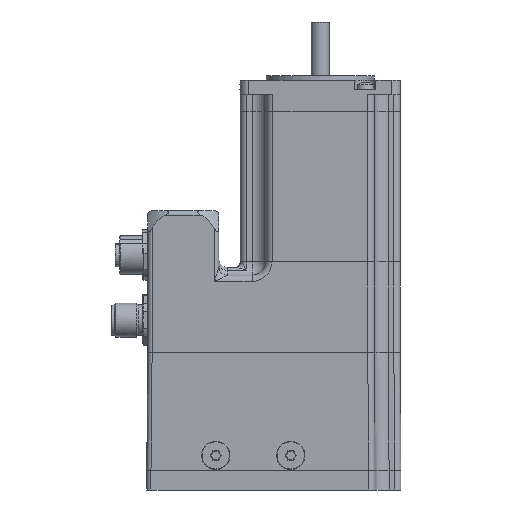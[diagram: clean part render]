
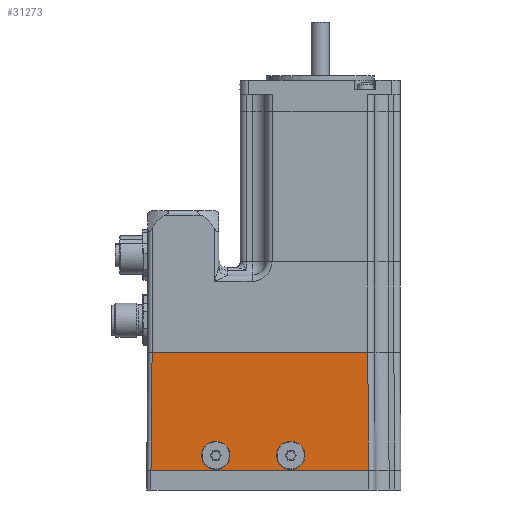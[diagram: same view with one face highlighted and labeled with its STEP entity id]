
A CAD part, left-side view. The second image highlights one B-rep face of the part: STEP entity #31273.
In plain terms, the highlighted planar face has unit normal (-1, 0, 0).
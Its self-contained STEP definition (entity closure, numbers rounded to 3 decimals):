
#804=FACE_BOUND('',#4667,.T.);
#805=FACE_BOUND('',#4668,.T.);
#2870=FACE_OUTER_BOUND('',#4666,.T.);
#4666=EDGE_LOOP('',(#27060,#27061,#27062,#27063));
#4667=EDGE_LOOP('',(#27064,#27065));
#4668=EDGE_LOOP('',(#27066,#27067));
#6362=CIRCLE('',#34582,3.);
#6363=CIRCLE('',#34583,3.);
#6366=CIRCLE('',#34588,3.);
#6367=CIRCLE('',#34589,3.);
#8694=LINE('',#54800,#11097);
#8700=LINE('',#54820,#11103);
#8707=LINE('',#54857,#11110);
#8719=LINE('',#54910,#11122);
#11097=VECTOR('',#43364,10.);
#11103=VECTOR('',#43382,10.);
#11110=VECTOR('',#43421,10.);
#11122=VECTOR('',#43487,10.);
#14054=VERTEX_POINT('',#54793);
#14057=VERTEX_POINT('',#54798);
#14065=VERTEX_POINT('',#54818);
#14079=VERTEX_POINT('',#54855);
#14082=VERTEX_POINT('',#54872);
#14083=VERTEX_POINT('',#54873);
#14086=VERTEX_POINT('',#54883);
#14087=VERTEX_POINT('',#54884);
#18375=EDGE_CURVE('',#14057,#14054,#8694,.T.);
#18386=EDGE_CURVE('',#14057,#14065,#8700,.T.);
#18404=EDGE_CURVE('',#14079,#14065,#8707,.T.);
#18412=EDGE_CURVE('',#14082,#14083,#6362,.T.);
#18413=EDGE_CURVE('',#14083,#14082,#6363,.T.);
#18417=EDGE_CURVE('',#14086,#14087,#6366,.T.);
#18418=EDGE_CURVE('',#14087,#14086,#6367,.T.);
#18430=EDGE_CURVE('',#14054,#14079,#8719,.T.);
#27060=ORIENTED_EDGE('',*,*,#18375,.F.);
#27061=ORIENTED_EDGE('',*,*,#18386,.T.);
#27062=ORIENTED_EDGE('',*,*,#18404,.F.);
#27063=ORIENTED_EDGE('',*,*,#18430,.F.);
#27064=ORIENTED_EDGE('',*,*,#18412,.T.);
#27065=ORIENTED_EDGE('',*,*,#18413,.T.);
#27066=ORIENTED_EDGE('',*,*,#18417,.T.);
#27067=ORIENTED_EDGE('',*,*,#18418,.T.);
#28043=PLANE('',#34601);
#31273=ADVANCED_FACE('',(#2870,#804,#805),#28043,.T.);
#34582=AXIS2_PLACEMENT_3D('',#54874,#43441,#43442);
#34583=AXIS2_PLACEMENT_3D('',#54875,#43443,#43444);
#34588=AXIS2_PLACEMENT_3D('',#54885,#43454,#43455);
#34589=AXIS2_PLACEMENT_3D('',#54886,#43456,#43457);
#34601=AXIS2_PLACEMENT_3D('',#54909,#43485,#43486);
#43364=DIRECTION('',(0.,-0.01,1.));
#43382=DIRECTION('',(0.,-1.,0.));
#43421=DIRECTION('',(0.,-0.008,-1.));
#43441=DIRECTION('center_axis',(1.,0.,0.));
#43442=DIRECTION('ref_axis',(0.,0.,
1.));
#43443=DIRECTION('center_axis',(1.,0.,0.));
#43444=DIRECTION('ref_axis',(0.,0.,
1.));
#43454=DIRECTION('center_axis',(1.,0.,0.));
#43455=DIRECTION('ref_axis',(0.,0.,
1.));
#43456=DIRECTION('center_axis',(1.,0.,0.));
#43457=DIRECTION('ref_axis',(0.,0.,
1.));
#43485=DIRECTION('center_axis',(-1.,0.,0.));
#43486=DIRECTION('ref_axis',(0.,-1.,0.));
#43487=DIRECTION('',(0.,-1.,0.));
#54793=CARTESIAN_POINT('',(-28.5,59.302,-91.3));
#54798=CARTESIAN_POINT('',(-28.5,59.7,-132.8));
#54800=CARTESIAN_POINT('',(-28.5,59.7,-132.814));
#54818=CARTESIAN_POINT('',(-28.5,-17.1,-132.8));
#54820=CARTESIAN_POINT('',(-28.5,61.2,-132.8));
#54855=CARTESIAN_POINT('',(-28.5,-16.774,-91.3));
#54857=CARTESIAN_POINT('',(-28.5,-17.098,-132.501));
#54872=CARTESIAN_POINT('',(-28.5,36.85,-124.6));
#54873=CARTESIAN_POINT('',(-28.5,36.85,-130.6));
#54874=CARTESIAN_POINT('Origin',(-28.5,36.85,-127.6));
#54875=CARTESIAN_POINT('Origin',(-28.5,36.85,-127.6));
#54883=CARTESIAN_POINT('',(-28.5,10.4,-124.6));
#54884=CARTESIAN_POINT('',(-28.5,10.4,-130.6));
#54885=CARTESIAN_POINT('Origin',(-28.5,10.4,-127.6));
#54886=CARTESIAN_POINT('Origin',(-28.5,10.4,-127.6));
#54909=CARTESIAN_POINT('Origin',(-28.5,61.2,-132.8));
#54910=CARTESIAN_POINT('',(-28.5,61.2,-91.3));
